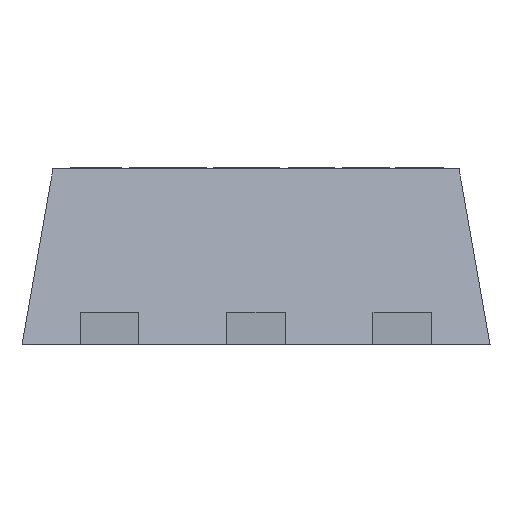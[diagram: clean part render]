
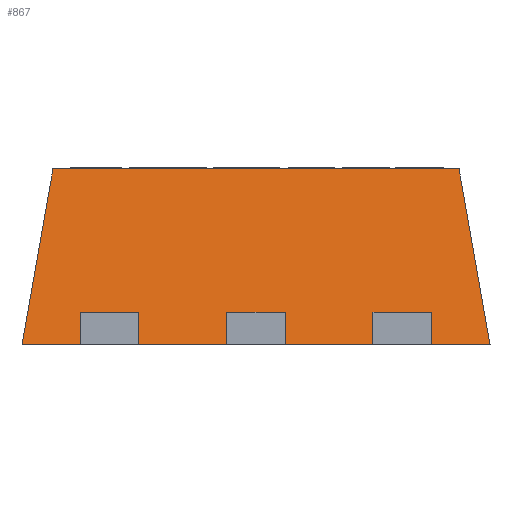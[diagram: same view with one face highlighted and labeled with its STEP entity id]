
A CAD part, front view. The second image highlights one B-rep face of the part: STEP entity #867.
In plain terms, the highlighted planar face has unit normal (0, -0.985, 0.174).
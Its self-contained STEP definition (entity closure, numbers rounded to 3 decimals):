
#34 = CARTESIAN_POINT ( 'NONE',  ( -0.8, -0.6, 0. ) ) ;
#96 = EDGE_LOOP ( 'NONE', ( #3570, #730, #3719, #2102 ) ) ;
#235 = CARTESIAN_POINT ( 'NONE',  ( -0.8, -0.6, 0. ) ) ;
#610 = EDGE_CURVE ( 'NONE', #6192, #6414, #6780, .T. ) ;
#643 = DIRECTION ( 'NONE',  ( 1., 0., 0. ) ) ;
#730 = ORIENTED_EDGE ( 'NONE', *, *, #4124, .F. ) ;
#867 = ADVANCED_FACE ( 'NONE', ( #6423 ), #7722, .T. ) ;
#1320 = VERTEX_POINT ( 'NONE', #2712 ) ;
#1337 = CARTESIAN_POINT ( 'NONE',  ( 0.8, -0.6, 0. ) ) ;
#1390 = CARTESIAN_POINT ( 'NONE',  ( -0.8, -0.494, 0.6 ) ) ;
#1918 = DIRECTION ( 'NONE',  ( 0.171, -0.171, -0.97 ) ) ;
#2102 = ORIENTED_EDGE ( 'NONE', *, *, #5021, .T. ) ;
#2345 = VERTEX_POINT ( 'NONE', #1337 ) ;
#2581 = CARTESIAN_POINT ( 'NONE',  ( 0.765, -0.565, 0.199 ) ) ;
#2712 = CARTESIAN_POINT ( 'NONE',  ( -0.8, -0.6, 0. ) ) ;
#2927 = VECTOR ( 'NONE', #7396, 1000. ) ;
#3299 = LINE ( 'NONE', #8745, #6838 ) ;
#3570 = ORIENTED_EDGE ( 'NONE', *, *, #6990, .T. ) ;
#3623 = AXIS2_PLACEMENT_3D ( 'NONE', #235, #6469, #8479 ) ;
#3719 = ORIENTED_EDGE ( 'NONE', *, *, #610, .F. ) ;
#4054 = CARTESIAN_POINT ( 'NONE',  ( 0.694, -0.494, 0.6 ) ) ;
#4124 = EDGE_CURVE ( 'NONE', #6414, #2345, #8694, .T. ) ;
#4622 = LINE ( 'NONE', #34, #2927 ) ;
#4811 = VECTOR ( 'NONE', #1918, 1000. ) ;
#5021 = EDGE_CURVE ( 'NONE', #6192, #1320, #4622, .T. ) ;
#5062 = VECTOR ( 'NONE', #643, 1000. ) ;
#6192 = VERTEX_POINT ( 'NONE', #6262 ) ;
#6262 = CARTESIAN_POINT ( 'NONE',  ( -0.694, -0.494, 0.6 ) ) ;
#6414 = VERTEX_POINT ( 'NONE', #4054 ) ;
#6423 = FACE_OUTER_BOUND ( 'NONE', #96, .T. ) ;
#6469 = DIRECTION ( 'NONE',  ( 0., -0.985, 0.174 ) ) ;
#6780 = LINE ( 'NONE', #1390, #5062 ) ;
#6838 = VECTOR ( 'NONE', #8622, 1000. ) ;
#6990 = EDGE_CURVE ( 'NONE', #1320, #2345, #3299, .T. ) ;
#7396 = DIRECTION ( 'NONE',  ( -0.171, -0.171, -0.97 ) ) ;
#7722 = PLANE ( 'NONE',  #3623 ) ;
#8479 = DIRECTION ( 'NONE',  ( 0., -0.174, -0.985 ) ) ;
#8622 = DIRECTION ( 'NONE',  ( 1., 0., 0. ) ) ;
#8694 = LINE ( 'NONE', #2581, #4811 ) ;
#8745 = CARTESIAN_POINT ( 'NONE',  ( -0.8, -0.6, 0. ) ) ;
